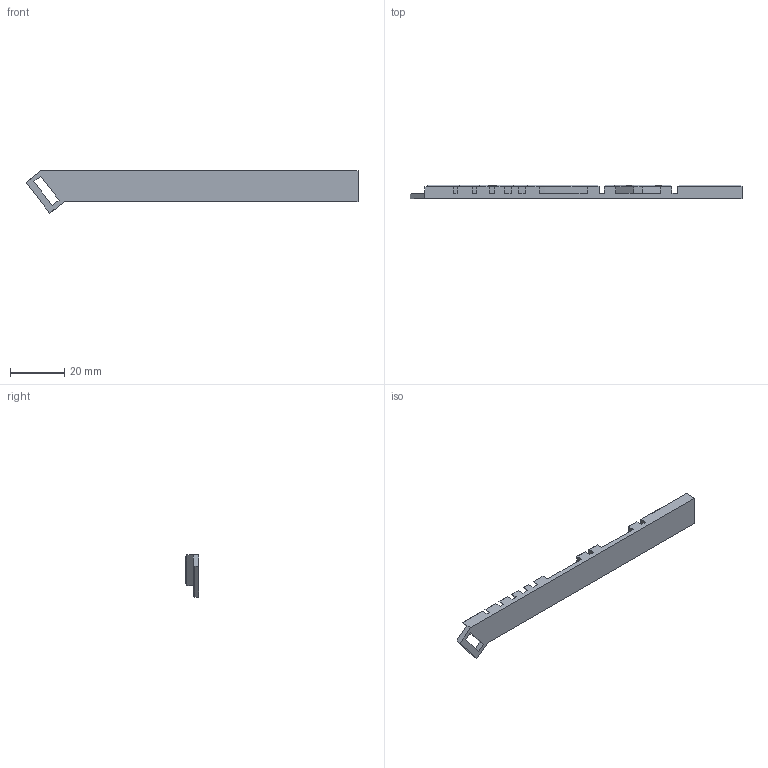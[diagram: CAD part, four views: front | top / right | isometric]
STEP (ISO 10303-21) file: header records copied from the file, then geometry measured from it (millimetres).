
FILE_DESCRIPTION(/* description */ (''),/* implementation_level */ '2;1');
FILE_NAME(/* name */ 'AMG v1.step',/* time_stamp */ '2022-03-13T18:59:52+03:00',/* author */ (''),/* organization */ (''),/* preprocessor_version */ 'ST-DEVELOPER v18.1',/* originating_system */ 'Autodesk Translation Framework v10.13.0.1454',/* authorisation */ '');
FILE_SCHEMA (('AUTOMOTIVE_DESIGN { 1 0 10303 214 3 1 1 }'));
Length unit declared in the file: millimetre
Products named in the file (1): AMG
Bounding box: 122.76 x 5 x 15.63 mm (x, y, z)
Volume: 5147.7 mm3; surface area: 4673.7 mm2
Topology: 1 solids, 1 shells, 128 faces, 315 edges, 190 vertices
Faces by surface type: plane 128
Entity records: 3671 total; most frequent: CARTESIAN_POINT 634, ORIENTED_EDGE 630, DIRECTION 573, LINE 315, VECTOR 315, EDGE_CURVE 315, VERTEX_POINT 190, EDGE_LOOP 131
